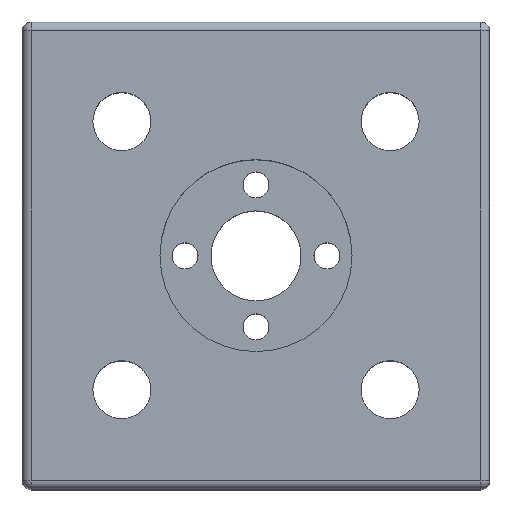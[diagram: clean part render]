
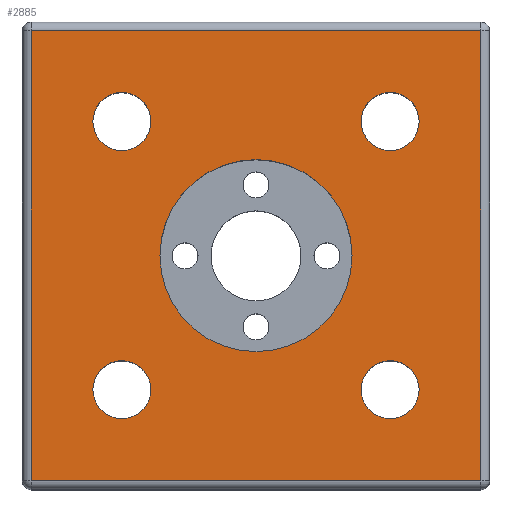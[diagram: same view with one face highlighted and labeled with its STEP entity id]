
A CAD part, top view. The second image highlights one B-rep face of the part: STEP entity #2885.
In plain terms, the highlighted planar face has unit normal (0, 0, 1).
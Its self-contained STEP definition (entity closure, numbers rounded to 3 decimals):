
#17 = CARTESIAN_POINT ( 'NONE',  ( 20.725, -7.982, 54. ) ) ;
#50 = EDGE_LOOP ( 'NONE', ( #1029, #256 ) ) ;
#70 = CARTESIAN_POINT ( 'NONE',  ( 20.725, 23.018, 54. ) ) ;
#118 = AXIS2_PLACEMENT_3D ( 'NONE', #5444, #4475, #1672 ) ;
#133 = VERTEX_POINT ( 'NONE', #4668 ) ;
#171 = DIRECTION ( 'NONE',  ( 0., 0., -1. ) ) ;
#256 = ORIENTED_EDGE ( 'NONE', *, *, #1260, .T. ) ;
#295 = ORIENTED_EDGE ( 'NONE', *, *, #2800, .T. ) ;
#359 = CIRCLE ( 'NONE', #4274, 11.1 ) ;
#425 = EDGE_CURVE ( 'NONE', #954, #133, #3825, .T. ) ;
#477 = DIRECTION ( 'NONE',  ( 0., 0., 1. ) ) ;
#581 = EDGE_LOOP ( 'NONE', ( #4202, #1033 ) ) ;
#684 = AXIS2_PLACEMENT_3D ( 'NONE', #6788, #2448, #6118 ) ;
#693 = EDGE_CURVE ( 'NONE', #980, #2792, #6529, .T. ) ;
#792 = CARTESIAN_POINT ( 'NONE',  ( 0., -18.482, 54. ) ) ;
#808 = CARTESIAN_POINT ( 'NONE',  ( 31.225, 0., 54. ) ) ;
#811 = AXIS2_PLACEMENT_3D ( 'NONE', #4544, #2412, #5668 ) ;
#954 = VERTEX_POINT ( 'NONE', #6892 ) ;
#980 = VERTEX_POINT ( 'NONE', #1077 ) ;
#1012 = EDGE_CURVE ( 'NONE', #2792, #3667, #5382, .T. ) ;
#1029 = ORIENTED_EDGE ( 'NONE', *, *, #6096, .T. ) ;
#1033 = ORIENTED_EDGE ( 'NONE', *, *, #3542, .T. ) ;
#1077 = CARTESIAN_POINT ( 'NONE',  ( 31.225, 33.518, 54. ) ) ;
#1115 = PLANE ( 'NONE',  #3048 ) ;
#1213 = EDGE_CURVE ( 'NONE', #133, #954, #3931, .T. ) ;
#1234 = CARTESIAN_POINT ( 'NONE',  ( 16.325, 7.518, 54. ) ) ;
#1260 = EDGE_CURVE ( 'NONE', #4166, #4607, #3367, .T. ) ;
#1264 = FACE_BOUND ( 'NONE', #4004, .T. ) ;
#1270 = DIRECTION ( 'NONE',  ( -1., 0., 0. ) ) ;
#1297 = CARTESIAN_POINT ( 'NONE',  ( -20.775, 33.518, 54. ) ) ;
#1341 = EDGE_CURVE ( 'NONE', #3667, #4684, #3980, .T. ) ;
#1428 = CIRCLE ( 'NONE', #2555, 3.35 ) ;
#1432 = AXIS2_PLACEMENT_3D ( 'NONE', #4656, #477, #1993 ) ;
#1450 = EDGE_CURVE ( 'NONE', #5729, #5973, #6413, .T. ) ;
#1566 = DIRECTION ( 'NONE',  ( 0., 0., -1. ) ) ;
#1591 = DIRECTION ( 'NONE',  ( 0., 0., -1. ) ) ;
#1608 = CARTESIAN_POINT ( 'NONE',  ( 0., 0., 54. ) ) ;
#1666 = CARTESIAN_POINT ( 'NONE',  ( 20.725, -7.982, 54. ) ) ;
#1672 = DIRECTION ( 'NONE',  ( -1., 0., 0. ) ) ;
#1720 = ORIENTED_EDGE ( 'NONE', *, *, #1213, .T. ) ;
#1740 = ORIENTED_EDGE ( 'NONE', *, *, #693, .T. ) ;
#1764 = DIRECTION ( 'NONE',  ( 0., 0., -1. ) ) ;
#1783 = ORIENTED_EDGE ( 'NONE', *, *, #425, .T. ) ;
#1789 = FACE_BOUND ( 'NONE', #3635, .T. ) ;
#1807 = CARTESIAN_POINT ( 'NONE',  ( -10.275, 23.018, 54. ) ) ;
#1993 = DIRECTION ( 'NONE',  ( 1., 0., 0. ) ) ;
#2050 = CARTESIAN_POINT ( 'NONE',  ( -10.275, 23.018, 54. ) ) ;
#2160 = EDGE_CURVE ( 'NONE', #4749, #5441, #359, .T. ) ;
#2184 = VERTEX_POINT ( 'NONE', #2534 ) ;
#2227 = DIRECTION ( 'NONE',  ( -1., 0., 0. ) ) ;
#2370 = DIRECTION ( 'NONE',  ( 0., 0., -1. ) ) ;
#2404 = CARTESIAN_POINT ( 'NONE',  ( -20.775, -18.482, 54. ) ) ;
#2412 = DIRECTION ( 'NONE',  ( 0., 0., -1. ) ) ;
#2448 = DIRECTION ( 'NONE',  ( 0., 0., -1. ) ) ;
#2463 = DIRECTION ( 'NONE',  ( 1., 0., 0. ) ) ;
#2534 = CARTESIAN_POINT ( 'NONE',  ( -13.625, 23.018, 54. ) ) ;
#2555 = AXIS2_PLACEMENT_3D ( 'NONE', #1666, #1764, #2227 ) ;
#2565 = CIRCLE ( 'NONE', #3098, 3.35 ) ;
#2661 = AXIS2_PLACEMENT_3D ( 'NONE', #2050, #1591, #5333 ) ;
#2692 = DIRECTION ( 'NONE',  ( 0., -1., 0. ) ) ;
#2724 = DIRECTION ( 'NONE',  ( 0., 0., 1. ) ) ;
#2792 = VERTEX_POINT ( 'NONE', #1297 ) ;
#2800 = EDGE_CURVE ( 'NONE', #4684, #980, #3439, .T. ) ;
#2832 = ORIENTED_EDGE ( 'NONE', *, *, #5100, .T. ) ;
#2855 = DIRECTION ( 'NONE',  ( -1., 0., 0. ) ) ;
#2879 = CIRCLE ( 'NONE', #2661, 3.35 ) ;
#2885 = ADVANCED_FACE ( 'NONE', ( #1789, #3924, #6063, #1264, #3405, #5534 ), #1115, .T. ) ;
#3014 = ORIENTED_EDGE ( 'NONE', *, *, #4629, .F. ) ;
#3027 = DIRECTION ( 'NONE',  ( 0., 0., 1. ) ) ;
#3048 = AXIS2_PLACEMENT_3D ( 'NONE', #1608, #2724, #4237 ) ;
#3098 = AXIS2_PLACEMENT_3D ( 'NONE', #1807, #2370, #2855 ) ;
#3147 = CARTESIAN_POINT ( 'NONE',  ( -20.775, 0., 54. ) ) ;
#3360 = DIRECTION ( 'NONE',  ( 0., 1., 0. ) ) ;
#3367 = CIRCLE ( 'NONE', #684, 3.35 ) ;
#3405 = FACE_BOUND ( 'NONE', #50, .T. ) ;
#3439 = LINE ( 'NONE', #808, #3496 ) ;
#3496 = VECTOR ( 'NONE', #3360, 1000. ) ;
#3542 = EDGE_CURVE ( 'NONE', #5973, #5729, #1428, .T. ) ;
#3550 = VECTOR ( 'NONE', #5999, 1000. ) ;
#3566 = CIRCLE ( 'NONE', #1432, 11.1 ) ;
#3584 = EDGE_LOOP ( 'NONE', ( #295, #1740, #6328, #5862 ) ) ;
#3635 = EDGE_LOOP ( 'NONE', ( #5351, #3014 ) ) ;
#3667 = VERTEX_POINT ( 'NONE', #2404 ) ;
#3680 = AXIS2_PLACEMENT_3D ( 'NONE', #70, #171, #1270 ) ;
#3741 = EDGE_CURVE ( 'NONE', #2184, #5524, #2879, .T. ) ;
#3825 = CIRCLE ( 'NONE', #811, 3.35 ) ;
#3924 = FACE_BOUND ( 'NONE', #581, .T. ) ;
#3931 = CIRCLE ( 'NONE', #118, 3.35 ) ;
#3980 = LINE ( 'NONE', #792, #4614 ) ;
#4004 = EDGE_LOOP ( 'NONE', ( #4734, #2832 ) ) ;
#4166 = VERTEX_POINT ( 'NONE', #5222 ) ;
#4202 = ORIENTED_EDGE ( 'NONE', *, *, #1450, .T. ) ;
#4237 = DIRECTION ( 'NONE',  ( 1., 0., 0. ) ) ;
#4256 = CARTESIAN_POINT ( 'NONE',  ( 24.075, -7.982, 54. ) ) ;
#4274 = AXIS2_PLACEMENT_3D ( 'NONE', #6625, #3027, #2463 ) ;
#4282 = AXIS2_PLACEMENT_3D ( 'NONE', #17, #1566, #5247 ) ;
#4475 = DIRECTION ( 'NONE',  ( 0., 0., -1. ) ) ;
#4544 = CARTESIAN_POINT ( 'NONE',  ( -10.275, -7.982, 54. ) ) ;
#4607 = VERTEX_POINT ( 'NONE', #6267 ) ;
#4614 = VECTOR ( 'NONE', #5069, 1000. ) ;
#4629 = EDGE_CURVE ( 'NONE', #5441, #4749, #3566, .T. ) ;
#4656 = CARTESIAN_POINT ( 'NONE',  ( 5.225, 7.518, 54. ) ) ;
#4668 = CARTESIAN_POINT ( 'NONE',  ( -6.925, -7.982, 54. ) ) ;
#4684 = VERTEX_POINT ( 'NONE', #6035 ) ;
#4734 = ORIENTED_EDGE ( 'NONE', *, *, #3741, .T. ) ;
#4749 = VERTEX_POINT ( 'NONE', #1234 ) ;
#4908 = CARTESIAN_POINT ( 'NONE',  ( -5.875, 7.518, 54. ) ) ;
#5018 = CARTESIAN_POINT ( 'NONE',  ( -6.925, 23.018, 54. ) ) ;
#5069 = DIRECTION ( 'NONE',  ( 1., 0., 0. ) ) ;
#5100 = EDGE_CURVE ( 'NONE', #5524, #2184, #2565, .T. ) ;
#5118 = EDGE_LOOP ( 'NONE', ( #1783, #1720 ) ) ;
#5222 = CARTESIAN_POINT ( 'NONE',  ( 24.075, 23.018, 54. ) ) ;
#5247 = DIRECTION ( 'NONE',  ( -1., 0., 0. ) ) ;
#5333 = DIRECTION ( 'NONE',  ( -1., 0., 0. ) ) ;
#5351 = ORIENTED_EDGE ( 'NONE', *, *, #2160, .F. ) ;
#5382 = LINE ( 'NONE', #3147, #6044 ) ;
#5440 = CARTESIAN_POINT ( 'NONE',  ( 17.375, -7.982, 54. ) ) ;
#5441 = VERTEX_POINT ( 'NONE', #4908 ) ;
#5444 = CARTESIAN_POINT ( 'NONE',  ( -10.275, -7.982, 54. ) ) ;
#5524 = VERTEX_POINT ( 'NONE', #5018 ) ;
#5534 = FACE_OUTER_BOUND ( 'NONE', #3584, .T. ) ;
#5668 = DIRECTION ( 'NONE',  ( -1., 0., 0. ) ) ;
#5729 = VERTEX_POINT ( 'NONE', #5440 ) ;
#5862 = ORIENTED_EDGE ( 'NONE', *, *, #1341, .T. ) ;
#5973 = VERTEX_POINT ( 'NONE', #4256 ) ;
#5999 = DIRECTION ( 'NONE',  ( -1., 0., 0. ) ) ;
#6035 = CARTESIAN_POINT ( 'NONE',  ( 31.225, -18.482, 54. ) ) ;
#6044 = VECTOR ( 'NONE', #2692, 1000. ) ;
#6063 = FACE_BOUND ( 'NONE', #5118, .T. ) ;
#6096 = EDGE_CURVE ( 'NONE', #4607, #4166, #6692, .T. ) ;
#6118 = DIRECTION ( 'NONE',  ( -1., 0., 0. ) ) ;
#6267 = CARTESIAN_POINT ( 'NONE',  ( 17.375, 23.018, 54. ) ) ;
#6328 = ORIENTED_EDGE ( 'NONE', *, *, #1012, .T. ) ;
#6413 = CIRCLE ( 'NONE', #4282, 3.35 ) ;
#6529 = LINE ( 'NONE', #6559, #3550 ) ;
#6559 = CARTESIAN_POINT ( 'NONE',  ( 0., 33.518, 54. ) ) ;
#6625 = CARTESIAN_POINT ( 'NONE',  ( 5.225, 7.518, 54. ) ) ;
#6692 = CIRCLE ( 'NONE', #3680, 3.35 ) ;
#6788 = CARTESIAN_POINT ( 'NONE',  ( 20.725, 23.018, 54. ) ) ;
#6892 = CARTESIAN_POINT ( 'NONE',  ( -13.625, -7.982, 54. ) ) ;
